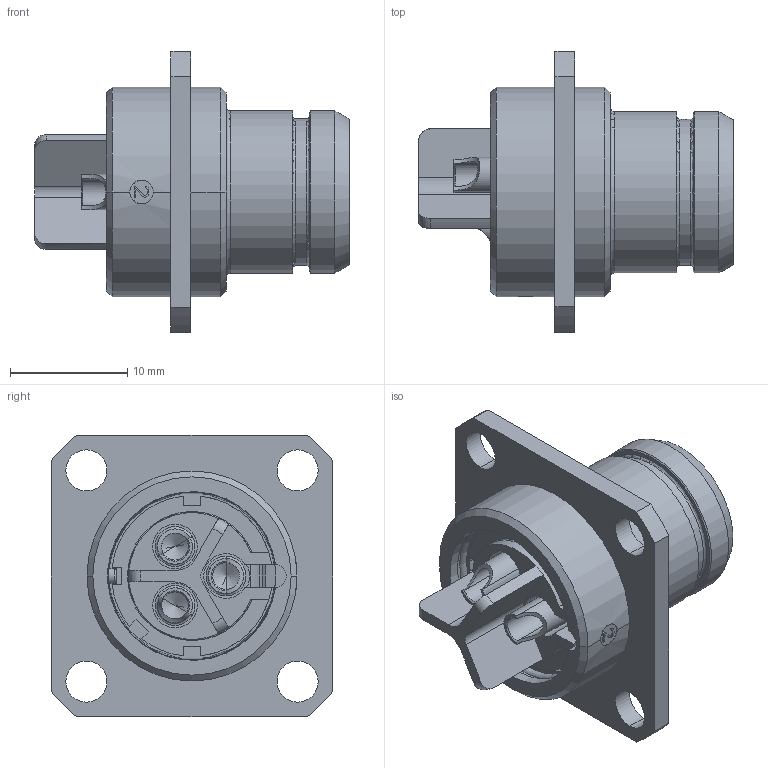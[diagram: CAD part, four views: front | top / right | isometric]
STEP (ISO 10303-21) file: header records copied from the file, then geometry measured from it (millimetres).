
FILE_DESCRIPTION((''),'2;1');
FILE_NAME('1331E103MZ','2024-07-17T10:49:21',('paultorloting'),('NET AG system integration'),'CREO PARAMETRIC BY PTC INC, 2021404','CREO PARAMETRIC BY PTC INC, 2021404','');
FILE_SCHEMA(('AUTOMOTIVE_DESIGN { 1 0 10303 214 1 1 1 1 }'));
Length unit declared in the file: millimetre
Products named in the file (1): 1331E103MZ
Bounding box: 26.8 x 24 x 24 mm (x, y, z)
Volume: 3753.3 mm3; surface area: 4398 mm2
Topology: 1 solids, 1 shells, 308 faces, 833 edges, 536 vertices
Faces by surface type: plane 163, cylinder 95, cone 28, torus 15, sphere 6, bspline 1
Entity records: 12655 total; most frequent: CARTESIAN_POINT 2621, ORIENTED_EDGE 1642, DIRECTION 1583, EDGE_CURVE 821, AXIS2_PLACEMENT_3D 551, VERTEX_POINT 536, VECTOR 478, LINE 478
